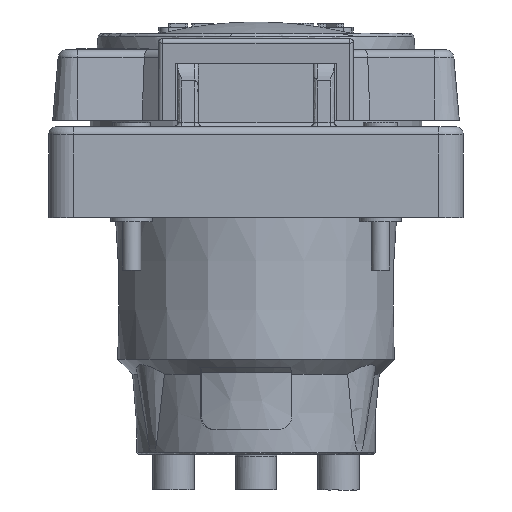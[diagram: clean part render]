
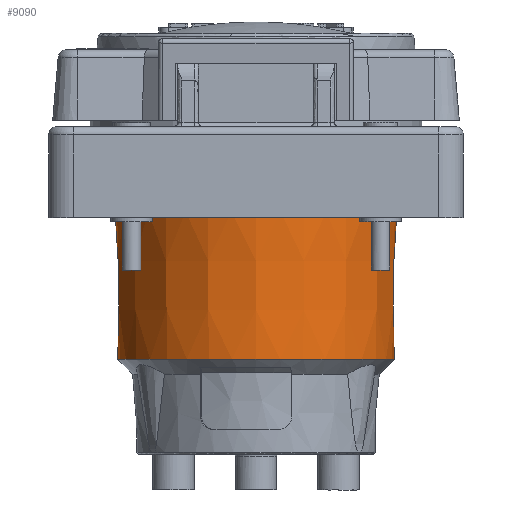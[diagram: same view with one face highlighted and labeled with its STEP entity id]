
A CAD part, front view. The second image highlights one B-rep face of the part: STEP entity #9090.
In plain terms, the highlighted conical face has half-angle 1 degrees and reference radius 26.961 mm.
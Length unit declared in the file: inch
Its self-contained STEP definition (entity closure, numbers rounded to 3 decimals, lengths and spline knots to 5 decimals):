
#1070 = EDGE_LOOP ( 'NONE', ( #10646 ) ) ;
#3282 = AXIS2_PLACEMENT_3D ( 'NONE', #12191, #10322, #13442 ) ;
#3942 = EDGE_CURVE ( 'NONE', #7613, #7613, #5547, .T. ) ;
#4922 = DIRECTION ( 'NONE',  ( 0., 1., 0. ) ) ;
#5547 = CIRCLE ( 'NONE', #7209, 1.06147 ) ;
#7160 = DIRECTION ( 'NONE',  ( 0., -1., 0. ) ) ;
#7209 = AXIS2_PLACEMENT_3D ( 'NONE', #11387, #19258, #4922 ) ;
#7230 = CIRCLE ( 'NONE', #7913, 1.04204 ) ;
#7613 = VERTEX_POINT ( 'NONE', #18933 ) ;
#7913 = AXIS2_PLACEMENT_3D ( 'NONE', #10520, #16899, #7160 ) ;
#9090 = ADVANCED_FACE ( 'NONE', ( #11988, #15351 ), #12626, .T. ) ;
#10322 = DIRECTION ( 'NONE',  ( 0., 0., 1. ) ) ;
#10520 = CARTESIAN_POINT ( 'NONE',  ( 0., 0., -1.85132 ) ) ;
#10646 = ORIENTED_EDGE ( 'NONE', *, *, #3942, .T. ) ;
#11387 = CARTESIAN_POINT ( 'NONE',  ( 0., 0., -0.73853 ) ) ;
#11988 = FACE_BOUND ( 'NONE', #15569, .T. ) ;
#12191 = CARTESIAN_POINT ( 'NONE',  ( 0., 0., -0.73853 ) ) ;
#12626 = CONICAL_SURFACE ( 'NONE', #3282, 1.06147, 0.017 ) ;
#13101 = VERTEX_POINT ( 'NONE', #17933 ) ;
#13442 = DIRECTION ( 'NONE',  ( 0., -1., 0. ) ) ;
#13835 = EDGE_CURVE ( 'NONE', #13101, #13101, #7230, .T. ) ;
#14573 = ORIENTED_EDGE ( 'NONE', *, *, #13835, .T. ) ;
#15351 = FACE_OUTER_BOUND ( 'NONE', #1070, .T. ) ;
#15569 = EDGE_LOOP ( 'NONE', ( #14573 ) ) ;
#16899 = DIRECTION ( 'NONE',  ( 0., 0., 1. ) ) ;
#17933 = CARTESIAN_POINT ( 'NONE',  ( 0., -1.04204, -1.85132 ) ) ;
#18933 = CARTESIAN_POINT ( 'NONE',  ( 0., 1.06147, -0.73853 ) ) ;
#19258 = DIRECTION ( 'NONE',  ( 0., 0., -1. ) ) ;
